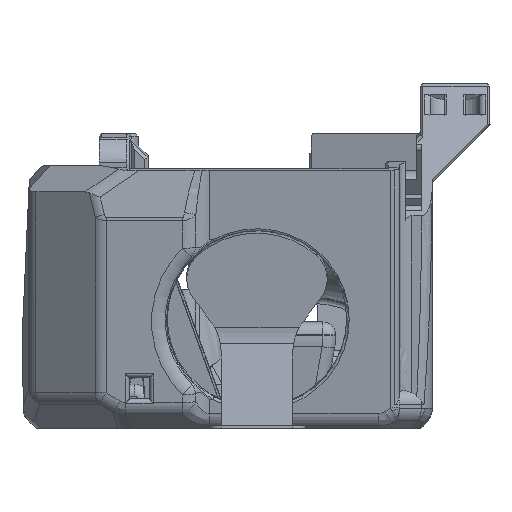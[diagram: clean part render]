
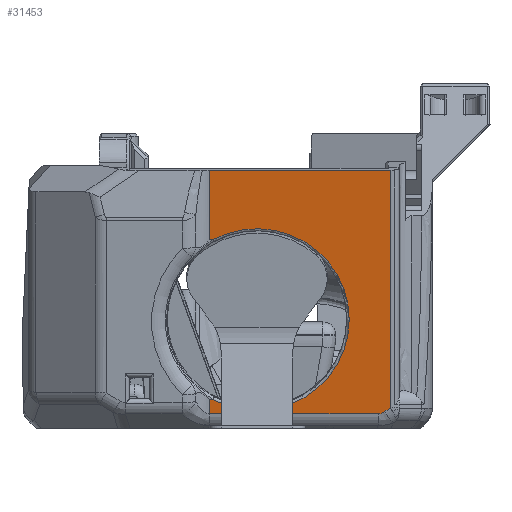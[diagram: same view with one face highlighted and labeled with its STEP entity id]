
A CAD part, left-side view. The second image highlights one B-rep face of the part: STEP entity #31453.
In plain terms, the highlighted planar face has unit normal (-0.985, 0, -0.174).
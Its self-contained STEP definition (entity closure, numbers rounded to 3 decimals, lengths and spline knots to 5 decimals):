
#1131=B_SPLINE_CURVE_WITH_KNOTS('',3,(#53544,#53545,#53546,#53547),
 .UNSPECIFIED.,.F.,.F.,(4,4),(0.61821,1.),.UNSPECIFIED.);
#1204=B_SPLINE_CURVE_WITH_KNOTS('',3,(#54787,#54788,#54789,#54790),
 .UNSPECIFIED.,.F.,.F.,(4,4),(0.,0.3818),.UNSPECIFIED.);
#1755=ELLIPSE('',#33769,0.0032,0.002);
#2454=CIRCLE('',#34065,0.0144);
#8333=ORIENTED_EDGE('',*,*,#15259,.T.);
#8334=ORIENTED_EDGE('',*,*,#15274,.F.);
#8335=ORIENTED_EDGE('',*,*,#15275,.F.);
#8336=ORIENTED_EDGE('',*,*,#15276,.F.);
#8337=ORIENTED_EDGE('',*,*,#15277,.T.);
#8338=ORIENTED_EDGE('',*,*,#14896,.T.);
#8339=ORIENTED_EDGE('',*,*,#14844,.F.);
#8340=ORIENTED_EDGE('',*,*,#14843,.T.);
#8341=ORIENTED_EDGE('',*,*,#14841,.T.);
#8342=ORIENTED_EDGE('',*,*,#14839,.F.);
#14839=EDGE_CURVE('',#18776,#18777,#21573,.T.);
#14841=EDGE_CURVE('',#18778,#18777,#1755,.T.);
#14843=EDGE_CURVE('',#18369,#18778,#21574,.T.);
#14844=EDGE_CURVE('',#18369,#18779,#21575,.T.);
#14896=EDGE_CURVE('',#18807,#18779,#1131,.T.);
#15259=EDGE_CURVE('',#18776,#19011,#21764,.T.);
#15274=EDGE_CURVE('',#19022,#19011,#21773,.T.);
#15275=EDGE_CURVE('',#19023,#19022,#21774,.T.);
#15276=EDGE_CURVE('',#19024,#19023,#1204,.F.);
#15277=EDGE_CURVE('',#19024,#18807,#2454,.T.);
#18369=VERTEX_POINT('',#49924);
#18776=VERTEX_POINT('',#53168);
#18777=VERTEX_POINT('',#53170);
#18778=VERTEX_POINT('',#53185);
#18779=VERTEX_POINT('',#53191);
#18807=VERTEX_POINT('',#53548);
#19011=VERTEX_POINT('',#54730);
#19022=VERTEX_POINT('',#54784);
#19023=VERTEX_POINT('',#54786);
#19024=VERTEX_POINT('',#54791);
#21573=LINE('',#53169,#24320);
#21574=LINE('',#53188,#24321);
#21575=LINE('',#53190,#24322);
#21764=LINE('',#54731,#24511);
#21773=LINE('',#54783,#24520);
#21774=LINE('',#54785,#24521);
#24320=VECTOR('',#39377,1.);
#24321=VECTOR('',#39386,1.);
#24322=VECTOR('',#39389,1.);
#24511=VECTOR('',#40150,1.);
#24520=VECTOR('',#40171,1.);
#24521=VECTOR('',#40172,1.);
#26694=EDGE_LOOP('',(#8333,#8334,#8335,#8336,#8337,#8338,#8339,#8340,#8341,
#8342));
#28616=FACE_BOUND('',#26694,.T.);
#29979=PLANE('',#34064);
#31453=ADVANCED_FACE('',(#28616),#29979,.F.);
#33769=AXIS2_PLACEMENT_3D('',#53184,#39380,#39381);
#34064=AXIS2_PLACEMENT_3D('',#54782,#40169,#40170);
#34065=AXIS2_PLACEMENT_3D('',#54792,#40173,#40174);
#39377=DIRECTION('',(0.097,0.829,-0.551));
#39380=DIRECTION('',(-0.985,0.,-0.174));
#39381=DIRECTION('',(-0.165,-0.304,0.938));
#39386=DIRECTION('',(0.,-1.,0.));
#39389=DIRECTION('',(-0.174,0.,0.985));
#40150=DIRECTION('',(-0.174,0.,0.985));
#40169=DIRECTION('',(0.985,0.,0.174));
#40170=DIRECTION('',(-0.174,0.,0.985));
#40171=DIRECTION('',(0.,-1.,0.));
#40172=DIRECTION('',(-0.174,0.,0.985));
#40173=DIRECTION('',(0.985,0.,0.174));
#40174=DIRECTION('',(0.174,0.,-0.985));
#49924=CARTESIAN_POINT('',(-0.02786,0.01227,0.00226));
#53168=CARTESIAN_POINT('',(-0.02803,-0.016,0.00322));
#53169=CARTESIAN_POINT('',(-0.02782,-0.0142,0.00202));
#53170=CARTESIAN_POINT('',(-0.02792,-0.01507,0.0026));
#53184=CARTESIAN_POINT('',(-0.0284,-0.01465,0.00533));
#53185=CARTESIAN_POINT('',(-0.02786,-0.01407,0.00226));
#53188=CARTESIAN_POINT('',(-0.02786,-0.01465,0.00226));
#53190=CARTESIAN_POINT('',(-0.03119,0.01227,0.0211));
#53191=CARTESIAN_POINT('',(-0.02826,0.01227,0.00448));
#53544=CARTESIAN_POINT('',(-0.02826,0.01177,0.00453));
#53545=CARTESIAN_POINT('',(-0.02826,0.01193,0.00452));
#53546=CARTESIAN_POINT('',(-0.02826,0.0121,0.0045));
#53547=CARTESIAN_POINT('',(-0.02826,0.01227,0.00448));
#53548=CARTESIAN_POINT('',(-0.02826,0.01177,0.00453));
#54730=CARTESIAN_POINT('',(-0.03457,-0.016,0.0403));
#54731=CARTESIAN_POINT('',(-0.00766,-0.016,-0.1123));
#54782=CARTESIAN_POINT('',(-0.03119,0.02485,0.0211));
#54783=CARTESIAN_POINT('',(-0.03457,0.02485,0.0403));
#54784=CARTESIAN_POINT('',(-0.03457,0.01227,0.0403));
#54785=CARTESIAN_POINT('',(-0.03119,0.01227,0.0211));
#54786=CARTESIAN_POINT('',(-0.03266,0.01227,0.02946));
#54787=CARTESIAN_POINT('',(-0.03266,0.01227,0.02946));
#54788=CARTESIAN_POINT('',(-0.03266,0.0121,0.02944));
#54789=CARTESIAN_POINT('',(-0.03265,0.01193,0.02943));
#54790=CARTESIAN_POINT('',(-0.03265,0.01177,0.02941));
#54791=CARTESIAN_POINT('',(-0.03265,0.01177,0.02941));
#54792=CARTESIAN_POINT('',(-0.03046,0.00485,0.01697));
